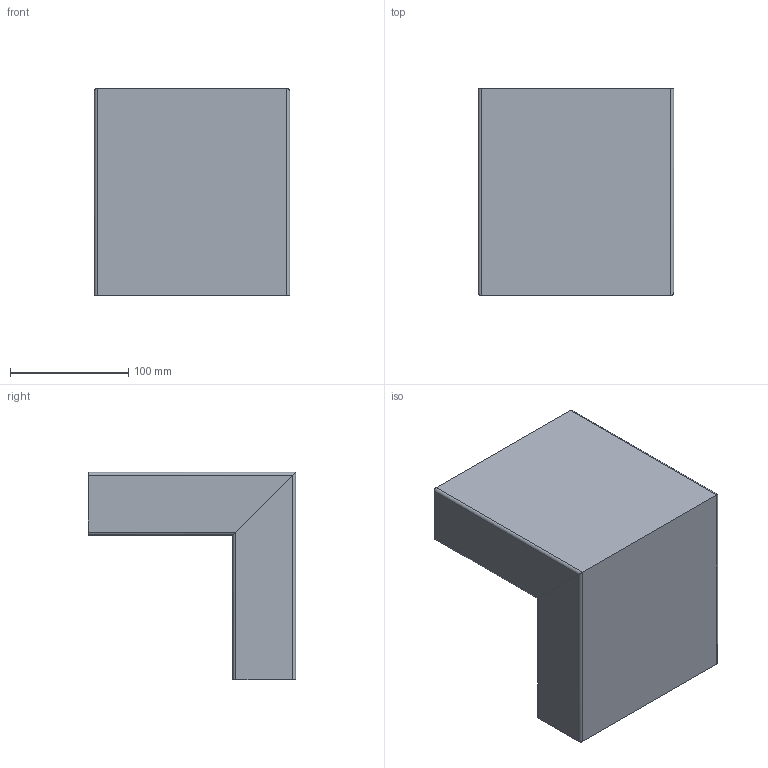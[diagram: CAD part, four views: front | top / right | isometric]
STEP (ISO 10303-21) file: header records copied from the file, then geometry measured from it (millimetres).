
FILE_DESCRIPTION (( 'STEP AP214' ), '1' );
FILE_NAME ('6112623.stp', '2016-04-29T06:29:20', ( '' ), ( '' ), 'SwSTEP 2.0', 'SolidWorks 2014', '' );
FILE_SCHEMA (( 'AUTOMOTIVE_DESIGN' ));
Length unit declared in the file: millimetre
Products named in the file (2): 092982_L=175; 6112623
Assembly tree (2 placements, depth 2):
  6112623
    092982_L=175  x2
Bounding box: 165 x 175 x 175 mm (x, y, z)
Volume: 269491.3 mm3; surface area: 274093.1 mm2
Topology: 2 solids, 2 shells, 188 faces, 552 edges, 368 vertices
Faces by surface type: cylinder 96, plane 92
Entity records: 3182 total; most frequent: CARTESIAN_POINT 703, ORIENTED_EDGE 552, DIRECTION 474, EDGE_CURVE 276, VERTEX_POINT 184, VECTOR 180, LINE 180, AXIS2_PLACEMENT_3D 147
